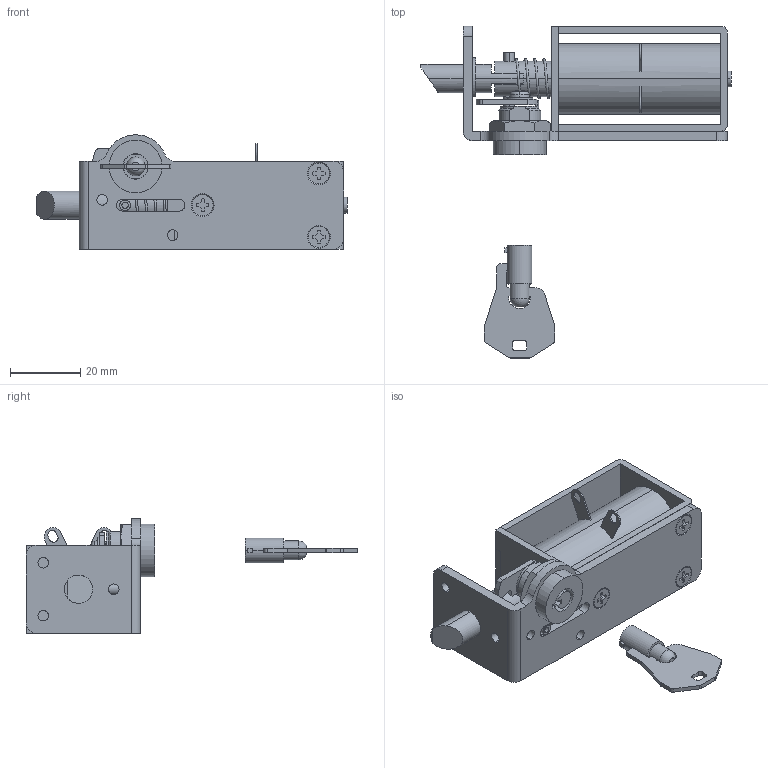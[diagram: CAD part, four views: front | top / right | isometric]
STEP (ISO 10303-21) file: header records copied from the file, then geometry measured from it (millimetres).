
FILE_DESCRIPTION (( 'STEP AP214' ), '1' );
FILE_NAME ('TL_259_1R.STEP', '2016-02-25T08:04:42', ( '' ), ( '' ), 'SwSTEP 2.0', 'SolidWorks 2015', '' );
FILE_SCHEMA (( 'AUTOMOTIVE_DESIGN' ));
Length unit declared in the file: millimetre
Products named in the file (14): screw_1; spring; solenoid_2; solenoid_1; screw_2; retainer; pin; nut; lock; latch; key; cam; base; TL_259_1R
Assembly tree (15 placements, depth 2):
  TL_259_1R
    base
    cam
    key
    latch
    lock
    nut
    pin
    retainer
    screw_2
    solenoid_1
    solenoid_2
    spring
    screw_1  x3
Bounding box: 88 x 94.21 x 32.5 mm (x, y, z)
Volume: 33425.1 mm3; surface area: 23050.3 mm2
Topology: 15 solids, 15 shells, 409 faces, 1083 edges, 716 vertices
Faces by surface type: plane 229, cylinder 142, cone 26, bspline 6, sphere 4, torus 2
Entity records: 12964 total; most frequent: CARTESIAN_POINT 3347, DIRECTION 1919, ORIENTED_EDGE 1874, EDGE_CURVE 937, AXIS2_PLACEMENT_3D 688, VERTEX_POINT 620, LINE 543, VECTOR 543
